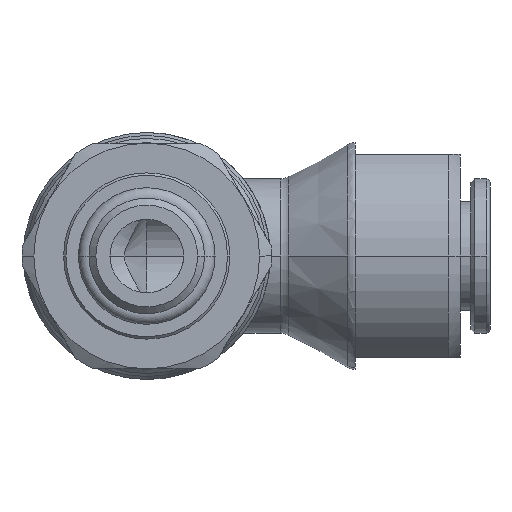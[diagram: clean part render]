
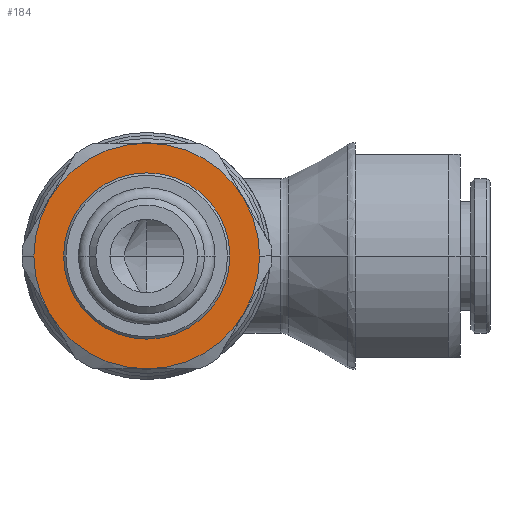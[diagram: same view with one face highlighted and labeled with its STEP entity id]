
A CAD part, front view. The second image highlights one B-rep face of the part: STEP entity #184.
In plain terms, the highlighted planar face has unit normal (0, -1, 0).
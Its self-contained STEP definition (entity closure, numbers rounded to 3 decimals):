
#184=ADVANCED_FACE('',(#490,#491),#492,.T.);
#490=FACE_OUTER_BOUND('',#819,.T.);
#491=FACE_BOUND('',#820,.T.);
#492=PLANE('',#821);
#819=EDGE_LOOP('',(#1940,#1941,#1942,#1943,#1944,#1945,#1946,#1947));
#820=EDGE_LOOP('',(#1948,#1949));
#821=AXIS2_PLACEMENT_3D('',#1950,#1951,#1952);
#1940=ORIENTED_EDGE('',*,*,#2435,.F.);
#1941=ORIENTED_EDGE('',*,*,#2432,.F.);
#1942=ORIENTED_EDGE('',*,*,#2429,.F.);
#1943=ORIENTED_EDGE('',*,*,#2187,.F.);
#1944=ORIENTED_EDGE('',*,*,#2427,.F.);
#1945=ORIENTED_EDGE('',*,*,#2443,.F.);
#1946=ORIENTED_EDGE('',*,*,#2181,.F.);
#1947=ORIENTED_EDGE('',*,*,#2438,.F.);
#1948=ORIENTED_EDGE('',*,*,#2164,.T.);
#1949=ORIENTED_EDGE('',*,*,#2458,.T.);
#1950=CARTESIAN_POINT('',(8.05,7.0,0.0));
#1951=DIRECTION('',(-0.0,-1.0,-0.0));
#1952=DIRECTION('',(-1.0,0.0,0.0));
#2164=EDGE_CURVE('',#2595,#2599,#2601,.T.);
#2181=EDGE_CURVE('',#2630,#2633,#2634,.T.);
#2187=EDGE_CURVE('',#2643,#2639,#2645,.T.);
#2427=EDGE_CURVE('',#3034,#2643,#3036,.T.);
#2429=EDGE_CURVE('',#2639,#3038,#3039,.T.);
#2432=EDGE_CURVE('',#3038,#3042,#3043,.T.);
#2435=EDGE_CURVE('',#3042,#3046,#3047,.T.);
#2438=EDGE_CURVE('',#3046,#2630,#3050,.T.);
#2443=EDGE_CURVE('',#2633,#3034,#3055,.T.);
#2458=EDGE_CURVE('',#2599,#2595,#3071,.T.);
#2595=VERTEX_POINT('',#3336);
#2599=VERTEX_POINT('',#3341);
#2601=CIRCLE('',#3344,7.0);
#2630=VERTEX_POINT('',#3401);
#2633=VERTEX_POINT('',#3405);
#2634=CIRCLE('',#3406,9.5);
#2639=VERTEX_POINT('',#3422);
#2643=VERTEX_POINT('',#3427);
#2645=CIRCLE('',#3440,9.5);
#3034=VERTEX_POINT('',#4318);
#3036=CIRCLE('',#4331,9.5);
#3038=VERTEX_POINT('',#4344);
#3039=CIRCLE('',#4345,9.5);
#3042=VERTEX_POINT('',#4370);
#3043=CIRCLE('',#4371,9.5);
#3046=VERTEX_POINT('',#4396);
#3047=CIRCLE('',#4397,9.5);
#3050=CIRCLE('',#4422,9.5);
#3055=CIRCLE('',#4471,9.5);
#3071=CIRCLE('',#4575,7.0);
#3336=CARTESIAN_POINT('',(7.0,7.0,0.0));
#3341=CARTESIAN_POINT('',(-7.0,7.0,0.));
#3344=AXIS2_PLACEMENT_3D('',#4733,#4734,#4735);
#3401=CARTESIAN_POINT('',(9.5,7.0,0.));
#3405=CARTESIAN_POINT('',(8.227,7.0,-4.75));
#3406=AXIS2_PLACEMENT_3D('',#4764,#4765,#4766);
#3422=CARTESIAN_POINT('',(-9.5,7.0,0.));
#3427=CARTESIAN_POINT('',(-8.227,7.0,-4.75));
#3440=AXIS2_PLACEMENT_3D('',#4774,#4775,#4776);
#4318=CARTESIAN_POINT('',(0.0,7.0,-9.5));
#4331=AXIS2_PLACEMENT_3D('',#5256,#5257,#5258);
#4344=CARTESIAN_POINT('',(-8.227,7.0,4.75));
#4345=AXIS2_PLACEMENT_3D('',#5259,#5260,#5261);
#4370=CARTESIAN_POINT('',(0.,7.0,9.5));
#4371=AXIS2_PLACEMENT_3D('',#5262,#5263,#5264);
#4396=CARTESIAN_POINT('',(8.227,7.0,4.75));
#4397=AXIS2_PLACEMENT_3D('',#5265,#5266,#5267);
#4422=AXIS2_PLACEMENT_3D('',#5268,#5269,#5270);
#4471=AXIS2_PLACEMENT_3D('',#5271,#5272,#5273);
#4575=AXIS2_PLACEMENT_3D('',#5292,#5293,#5294);
#4733=CARTESIAN_POINT('',(0.0,7.0,0.0));
#4734=DIRECTION('',(-0.0,1.0,0.0));
#4735=DIRECTION('',(1.0,0.0,0.0));
#4764=CARTESIAN_POINT('',(0.0,7.0,0.0));
#4765=DIRECTION('',(-0.0,1.0,0.0));
#4766=DIRECTION('',(1.0,0.0,0.0));
#4774=CARTESIAN_POINT('',(0.0,7.0,0.0));
#4775=DIRECTION('',(-0.0,1.0,0.0));
#4776=DIRECTION('',(1.0,0.0,0.0));
#5256=CARTESIAN_POINT('',(0.0,7.0,0.0));
#5257=DIRECTION('',(-0.0,1.0,0.0));
#5258=DIRECTION('',(1.0,0.0,0.0));
#5259=CARTESIAN_POINT('',(0.0,7.0,0.0));
#5260=DIRECTION('',(-0.0,1.0,0.0));
#5261=DIRECTION('',(1.0,0.0,0.0));
#5262=CARTESIAN_POINT('',(0.0,7.0,0.0));
#5263=DIRECTION('',(-0.0,1.0,0.0));
#5264=DIRECTION('',(1.0,0.0,0.0));
#5265=CARTESIAN_POINT('',(0.0,7.0,0.0));
#5266=DIRECTION('',(-0.0,1.0,0.0));
#5267=DIRECTION('',(1.0,0.0,0.0));
#5268=CARTESIAN_POINT('',(0.0,7.0,0.0));
#5269=DIRECTION('',(-0.0,1.0,0.0));
#5270=DIRECTION('',(1.0,0.0,0.0));
#5271=CARTESIAN_POINT('',(0.0,7.0,0.0));
#5272=DIRECTION('',(-0.0,1.0,0.0));
#5273=DIRECTION('',(1.0,0.0,0.0));
#5292=CARTESIAN_POINT('',(0.0,7.0,0.0));
#5293=DIRECTION('',(-0.0,1.0,0.0));
#5294=DIRECTION('',(1.0,0.0,0.0));
